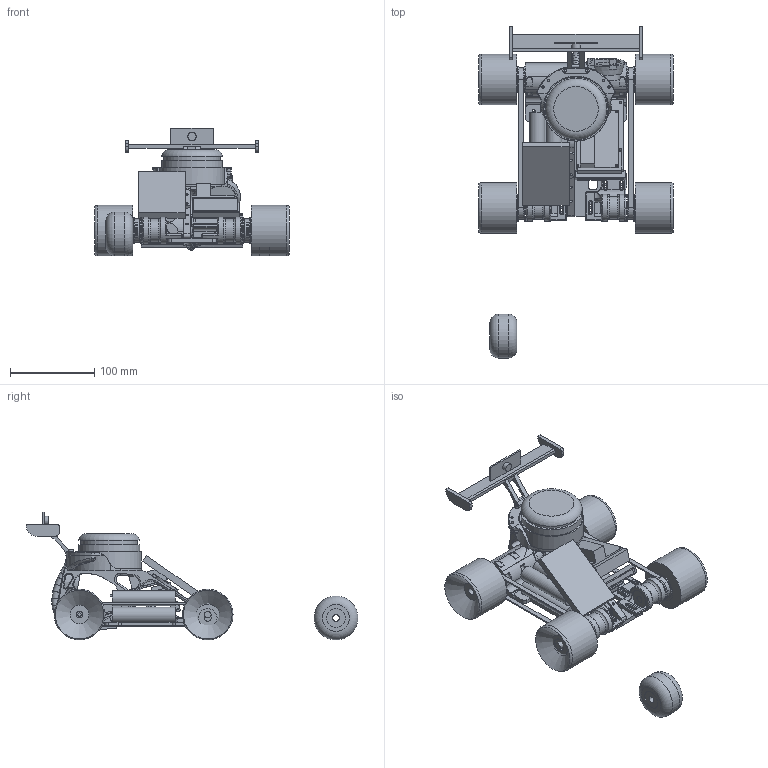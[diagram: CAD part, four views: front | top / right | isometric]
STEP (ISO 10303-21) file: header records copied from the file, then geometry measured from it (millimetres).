
FILE_DESCRIPTION(/* description */ (''),/* implementation_level */ '2;1');
FILE_NAME(/* name */ 'stepsucker.step',/* time_stamp */ '2025-02-18T07:56:22+03:00',/* author */ (''),/* organization */ (''),/* preprocessor_version */ 'ST-DEVELOPER v16',/* originating_system */ 'SIEMENS PLM Software NX 10.0',/* authorisation */ '');
FILE_SCHEMA (('AUTOMOTIVE_DESIGN { 1 0 10303 214 3 1 1 1 }'));
Products named in the file (35): MotorBack; Shield_Malina; Electro-Kreslo; mirror_Front_Wheel; Cabel_for_Pidor; Gerch; BEAD; Front_Wheel; Plata; Buffer; ConnectB; СonnectA; Maketplanta_Arduino; FtylkaBigcock; Pulle 20; Gt2 380; Pulle 40; Jga25; 52x32 wheel; 60X45 wheel; POWER; SPOILER; Display; Cumera; Pidar; Back; bassss; Disco; Malina; Shield_electo; mirror_Motor_sucker_Jga25; Motor_sucker_Jga25; mirror_Wheel_Sucker; Wheel_Sucker; aaaaaaaa1
Assembly tree (45 placements, depth 4):
  aaaaaaaa1
    Wheel_Sucker
      60X45 wheel  x2
      52x32 wheel
      mirror_Wheel_Sucker  x2
        60X45 wheel
        52x32 wheel
    Motor_sucker_Jga25
      Jga25
      Pulle 40  x3
      Gt2 380
      Pulle 20
      mirror_Motor_sucker_Jga25
        Jga25
        Pulle 40
        Gt2 380
        Pulle 20
      FtylkaBigcock
    Shield_electo
      Maketplanta_Arduino
      СonnectA
      ConnectB
      Malina
        Shield_Malina
    Pidar
    Cumera
    Disco
      Buffer
      Plata
    bassss
      Front_Wheel
      Back
        MotorBack
      BEAD
      Gerch
      Cabel_for_Pidor
      mirror_Front_Wheel
      Electro-Kreslo  x2
    Display
    SPOILER
    POWER
Bounding box: 230 x 393.31 x 151.5 mm (x, y, z)
Volume: 1496614.1 mm3; surface area: 445826.3 mm2
Topology: 58 solids, 58 shells, 2116 faces, 5511 edges, 3562 vertices
Faces by surface type: plane 1033, cylinder 709, torus 158, bspline 156, extrusion 43, cone 10, sphere 7
Full cylindrical faces by diameter (mm): 2 x4, 3 x116, 4 x6, 6 x2, 6.2 x4, 7 x3, 8 x24, 9 x2, 10 x1, 12.22 x2, 14 x3, 16 x4, 18 x4, 22 x32, 25 x2, 25.6 x1, 27.5 x4, 31.5 x8, 35 x2, 45 x1, 52 x3, 60 x4, 66.5 x1, 72.5 x1, 76 x1
Entity records: 53510 total; most frequent: CARTESIAN_POINT 17822, ORIENTED_EDGE 6948, DIRECTION 6902, EDGE_CURVE 3474, AXIS2_PLACEMENT_3D 2631, VERTEX_POINT 2333, EDGE_LOOP 1981, VECTOR 1640
